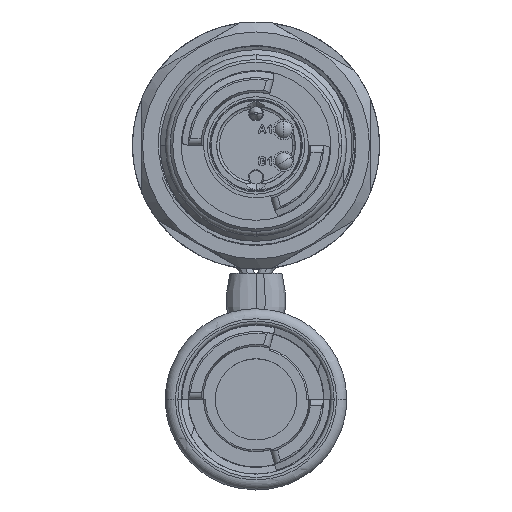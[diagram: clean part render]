
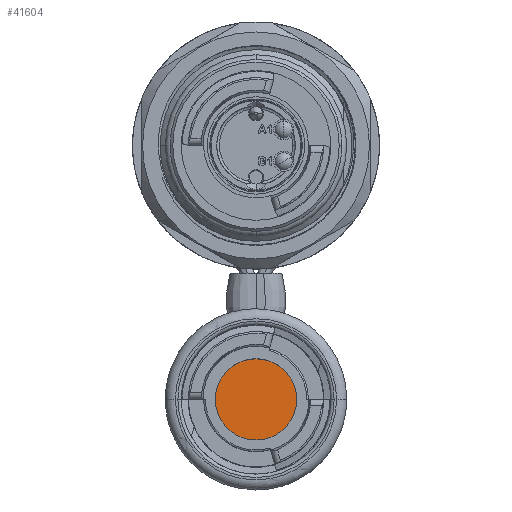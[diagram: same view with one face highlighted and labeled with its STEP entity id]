
A CAD part, top view. The second image highlights one B-rep face of the part: STEP entity #41604.
In plain terms, the highlighted planar face has unit normal (0, 0, 1).
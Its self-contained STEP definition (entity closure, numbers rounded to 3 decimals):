
#961 = CARTESIAN_POINT ( 'NONE',  ( 0., -37.997, 94.5 ) ) ;
#5122 = FACE_OUTER_BOUND ( 'NONE', #43387, .T. ) ;
#5132 = AXIS2_PLACEMENT_3D ( 'NONE', #961, #18931, #38203 ) ;
#6776 = EDGE_CURVE ( 'NONE', #39302, #35438, #27550, .T. ) ;
#7228 = DIRECTION ( 'NONE',  ( 1., 0., 0. ) ) ;
#16182 = PLANE ( 'NONE',  #25616 ) ;
#18595 = ORIENTED_EDGE ( 'NONE', *, *, #39231, .F. ) ;
#18931 = DIRECTION ( 'NONE',  ( 0., 0., -1. ) ) ;
#22442 = DIRECTION ( 'NONE',  ( 0., 0., -1. ) ) ;
#25160 = AXIS2_PLACEMENT_3D ( 'NONE', #40776, #22442, #7228 ) ;
#25616 = AXIS2_PLACEMENT_3D ( 'NONE', #31454, #46557, #27741 ) ;
#25796 = ORIENTED_EDGE ( 'NONE', *, *, #6776, .F. ) ;
#26625 = CARTESIAN_POINT ( 'NONE',  ( -6.05, -37.997, 94.5 ) ) ;
#27550 = CIRCLE ( 'NONE', #25160, 6.05 ) ;
#27741 = DIRECTION ( 'NONE',  ( 1., 0., 0. ) ) ;
#29392 = CIRCLE ( 'NONE', #5132, 6.05 ) ;
#31454 = CARTESIAN_POINT ( 'NONE',  ( 0., -37.997, 94.5 ) ) ;
#35438 = VERTEX_POINT ( 'NONE', #26625 ) ;
#37474 = CARTESIAN_POINT ( 'NONE',  ( 6.05, -37.997, 94.5 ) ) ;
#38203 = DIRECTION ( 'NONE',  ( 1., 0., 0. ) ) ;
#39231 = EDGE_CURVE ( 'NONE', #35438, #39302, #29392, .T. ) ;
#39302 = VERTEX_POINT ( 'NONE', #37474 ) ;
#40776 = CARTESIAN_POINT ( 'NONE',  ( 0., -37.997, 94.5 ) ) ;
#41604 = ADVANCED_FACE ( 'NONE', ( #5122 ), #16182, .T. ) ;
#43387 = EDGE_LOOP ( 'NONE', ( #25796, #18595 ) ) ;
#46557 = DIRECTION ( 'NONE',  ( 0., 0., 1. ) ) ;
